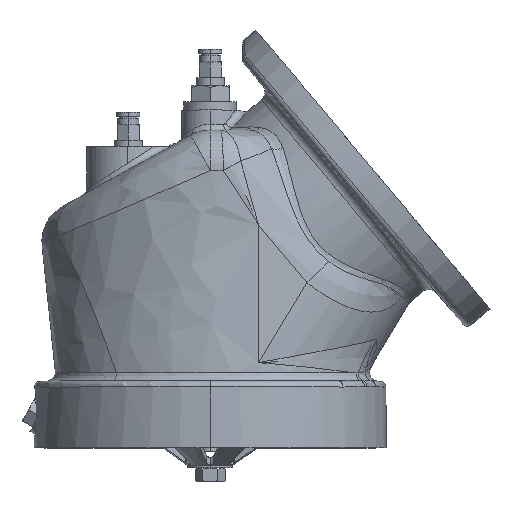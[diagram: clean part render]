
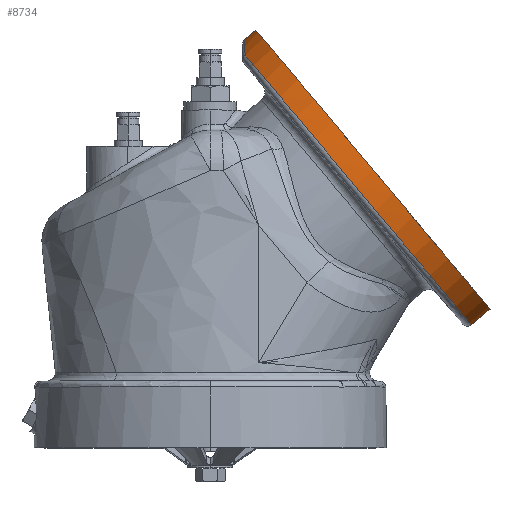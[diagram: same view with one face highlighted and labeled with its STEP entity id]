
A CAD part, top view. The second image highlights one B-rep face of the part: STEP entity #8734.
In plain terms, the highlighted cylindrical face has radius 90 mm (diameter 180 mm), a partial arc.
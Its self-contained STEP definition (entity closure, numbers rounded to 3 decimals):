
#2718 = CARTESIAN_POINT ( 'NONE',  ( 17.199, 194.186, 32.11 ) ) ;
#3155 = VERTEX_POINT ( 'NONE', #30807 ) ;
#4281 = EDGE_CURVE ( 'NONE', #3155, #40682, #8294, .T. ) ;
#4434 = DIRECTION ( 'NONE',  ( 0.766, 0.643, 0. ) ) ;
#4702 = ORIENTED_EDGE ( 'NONE', *, *, #16834, .F. ) ;
#6061 = EDGE_CURVE ( 'NONE', #37304, #3155, #13515, .T. ) ;
#7138 = ORIENTED_EDGE ( 'NONE', *, *, #6061, .T. ) ;
#7721 = DIRECTION ( 'NONE',  ( 0.766, 0.643, 0. ) ) ;
#8294 =( BOUNDED_CURVE ( )  B_SPLINE_CURVE ( 3, ( #11503, #38256, #29463, #2718 ),
 .UNSPECIFIED., .F., .T. ) 
 B_SPLINE_CURVE_WITH_KNOTS ( ( 4, 4 ),
 ( 3.142, 3.506 ),
 .UNSPECIFIED. ) 
 CURVE ( )  GEOMETRIC_REPRESENTATION_ITEM ( )  RATIONAL_B_SPLINE_CURVE ( ( 1., 0.989, 0.989, 1. ) ) 
 REPRESENTATION_ITEM ( '' )  );
#8383 = DIRECTION ( 'NONE',  ( -0.766, -0.643, 0. ) ) ;
#8734 = ADVANCED_FACE ( 'NONE', ( #25219 ), #22357, .T. ) ;
#10773 = AXIS2_PLACEMENT_3D ( 'NONE', #31131, #4434, #35640 ) ;
#11503 = CARTESIAN_POINT ( 'NONE',  ( 17.072, 201.811, 0. ) ) ;
#12407 = AXIS2_PLACEMENT_3D ( 'NONE', #13059, #8383, #44365 ) ;
#13059 = CARTESIAN_POINT ( 'NONE',  ( 82.733, 139.421, 0. ) ) ;
#13515 = LINE ( 'NONE', #24566, #13669 ) ;
#13669 = VECTOR ( 'NONE', #55818, 1000. ) ;
#13961 = CARTESIAN_POINT ( 'NONE',  ( 17.199, 194.186, 32.11 ) ) ;
#15717 = VERTEX_POINT ( 'NONE', #34580 ) ;
#16834 = EDGE_CURVE ( 'NONE', #37304, #52475, #50454, .T. ) ;
#16927 = ORIENTED_EDGE ( 'NONE', *, *, #24954, .F. ) ;
#22357 = CYLINDRICAL_SURFACE ( 'NONE', #12407, 90. ) ;
#23039 = AXIS2_PLACEMENT_3D ( 'NONE', #34438, #7721, #38978 ) ;
#24566 = CARTESIAN_POINT ( 'NONE',  ( 24.882, 208.365, 0. ) ) ;
#24954 = EDGE_CURVE ( 'NONE', #52475, #15717, #27378, .T. ) ;
#25219 = FACE_OUTER_BOUND ( 'NONE', #43983, .T. ) ;
#27378 = LINE ( 'NONE', #39582, #37855 ) ;
#27955 = CARTESIAN_POINT ( 'NONE',  ( 22.584, 206.437, 0. ) ) ;
#28978 = CIRCLE ( 'NONE', #10773, 90. ) ;
#29463 = CARTESIAN_POINT ( 'NONE',  ( 17.114, 199.241, 21.829 ) ) ;
#30807 = CARTESIAN_POINT ( 'NONE',  ( 17.072, 201.811, 0. ) ) ;
#31131 = CARTESIAN_POINT ( 'NONE',  ( 71.242, 129.779, 0. ) ) ;
#34438 = CARTESIAN_POINT ( 'NONE',  ( 80.435, 137.493, 0. ) ) ;
#34580 = CARTESIAN_POINT ( 'NONE',  ( 129.093, 60.835, 0. ) ) ;
#35640 = DIRECTION ( 'NONE',  ( -0.643, 0.766, 0. ) ) ;
#37304 = VERTEX_POINT ( 'NONE', #27955 ) ;
#37855 = VECTOR ( 'NONE', #44108, 1000. ) ;
#38256 = CARTESIAN_POINT ( 'NONE',  ( 17.072, 201.811, 11.006 ) ) ;
#38978 = DIRECTION ( 'NONE',  ( -0.643, 0.766, 0. ) ) ;
#39582 = CARTESIAN_POINT ( 'NONE',  ( 140.584, 70.477, 0. ) ) ;
#40682 = VERTEX_POINT ( 'NONE', #13961 ) ;
#43983 = EDGE_LOOP ( 'NONE', ( #4702, #7138, #46418, #51851, #16927 ) ) ;
#44108 = DIRECTION ( 'NONE',  ( -0.766, -0.643, 0. ) ) ;
#44365 = DIRECTION ( 'NONE',  ( 0.643, -0.766, 0. ) ) ;
#46418 = ORIENTED_EDGE ( 'NONE', *, *, #4281, .T. ) ;
#50454 = CIRCLE ( 'NONE', #23039, 90. ) ;
#51851 = ORIENTED_EDGE ( 'NONE', *, *, #57433, .T. ) ;
#52475 = VERTEX_POINT ( 'NONE', #55950 ) ;
#55818 = DIRECTION ( 'NONE',  ( -0.766, -0.643, 0. ) ) ;
#55950 = CARTESIAN_POINT ( 'NONE',  ( 138.286, 68.549, 0. ) ) ;
#57433 = EDGE_CURVE ( 'NONE', #40682, #15717, #28978, .T. ) ;
